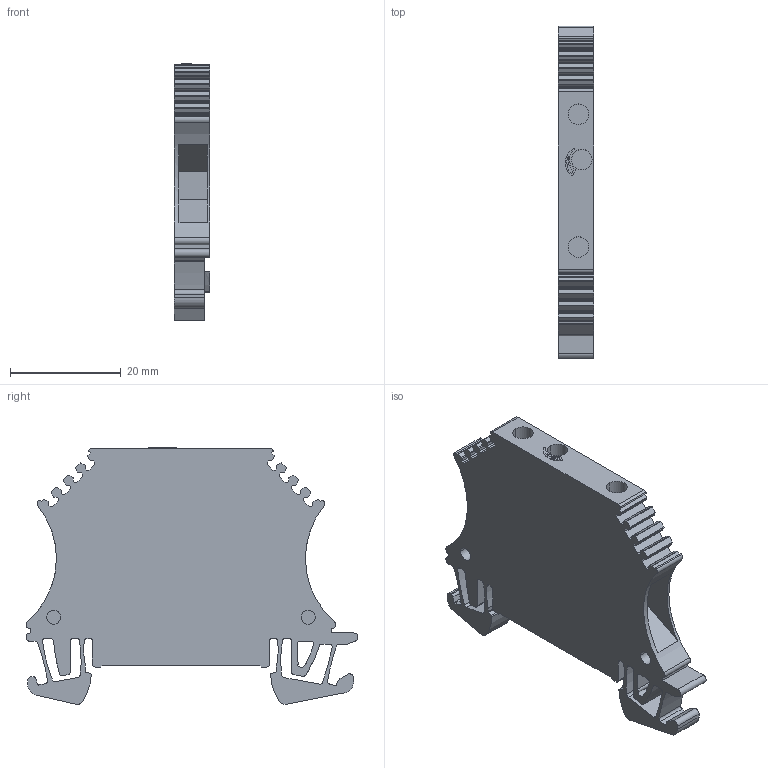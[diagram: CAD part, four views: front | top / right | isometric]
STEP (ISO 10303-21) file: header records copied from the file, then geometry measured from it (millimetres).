
FILE_DESCRIPTION(('CATIA V5 STEP Exchange','CAx-IF Rec.Pracs.--- Model Styling and Organization---1.4--- 2014-01-23'),'2;1');
FILE_NAME ('D1447060_0', '2020-06-24T05:43:21+00:00', ('none'), ('Weidmueller'), 'CATIA Version 5-6 Release 2016 SP3 HF44', 'CATIA V5 STEP AP214', 'none');
FILE_SCHEMA(('AUTOMOTIVE_DESIGN { 1 0 10303 214 1 1 1 1 }'));
Length unit declared in the file: millimetre
Products named in the file (1): 1027800000
Bounding box: 6.5 x 60 x 46.4 mm (x, y, z)
Volume: 10976.4 mm3; surface area: 6985.7 mm2
Topology: 1 solids, 3 shells, 311 faces, 898 edges, 603 vertices
Faces by surface type: plane 192, cylinder 119
Entity records: 9821 total; most frequent: ORIENTED_EDGE 1796, CARTESIAN_POINT 1778, DIRECTION 1425, EDGE_CURVE 898, VECTOR 640, LINE 640, VERTEX_POINT 603, AXIS2_PLACEMENT_3D 521
